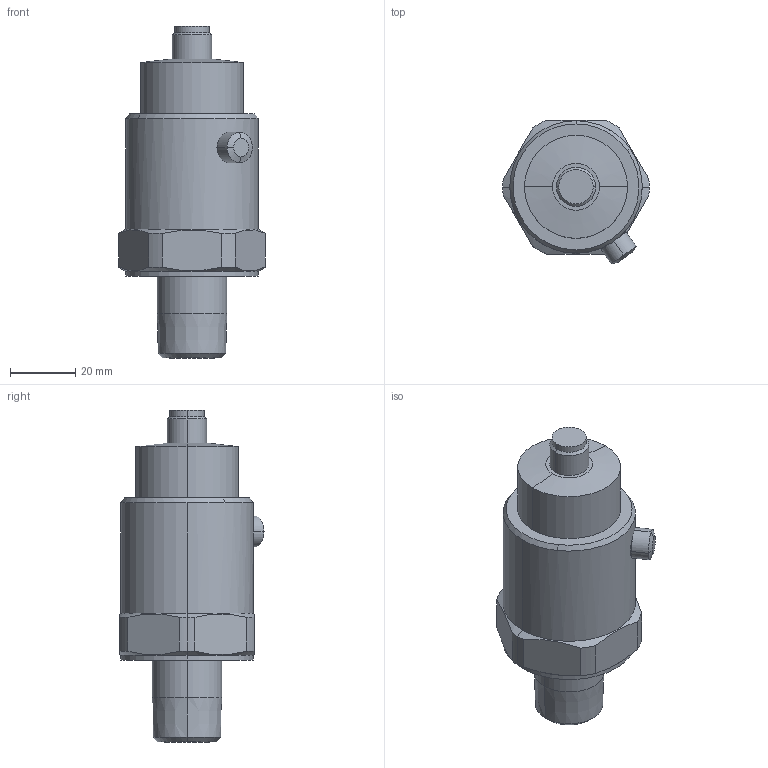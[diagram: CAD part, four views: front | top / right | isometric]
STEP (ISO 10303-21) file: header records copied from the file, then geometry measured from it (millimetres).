
FILE_DESCRIPTION (( 'STEP AP214' ), '1' );
FILE_NAME ('PMC11-CA1L1FFVXJA.STEP', '2023-10-17T19:04:51', ( '' ), ( '' ), 'SwSTEP 2.0', 'SolidWorks 2021', '' );
FILE_SCHEMA (( 'AUTOMOTIVE_DESIGN' ));
Length unit declared in the file: inch
Products named in the file (1): PMC11-CA1L1FFVXJA
Bounding box: 44.8 x 44.04 x 101.5 mm (x, y, z)
Volume: 86967.2 mm3; surface area: 13303.4 mm2
Topology: 1 solids, 1 shells, 65 faces, 157 edges, 97 vertices
Faces by surface type: cylinder 28, cone 22, plane 15
Entity records: 2116 total; most frequent: CARTESIAN_POINT 524, DIRECTION 346, ORIENTED_EDGE 314, EDGE_CURVE 157, AXIS2_PLACEMENT_3D 143, VERTEX_POINT 97, CIRCLE 77, EDGE_LOOP 72
